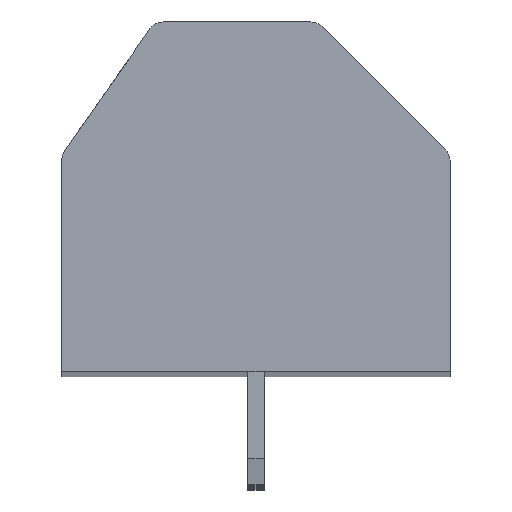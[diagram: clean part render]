
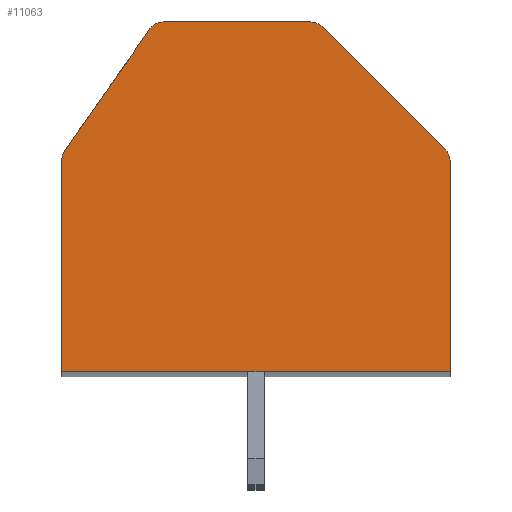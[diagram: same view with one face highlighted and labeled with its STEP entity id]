
A CAD part, top view. The second image highlights one B-rep face of the part: STEP entity #11063.
In plain terms, the highlighted planar face has unit normal (0, 0, 1).
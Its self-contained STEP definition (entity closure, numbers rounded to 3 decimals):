
#3517=CARTESIAN_POINT('',(1.693,4.9,3.));
#3518=DIRECTION('',(0.,0.,1.));
#3519=DIRECTION('',(0.707,0.707,0.));
#3520=AXIS2_PLACEMENT_3D('',#3517,#3518,#3519);
#3522=DIRECTION('',(-0.707,0.707,0.));
#3523=VECTOR('',#3522,5.384);
#3524=CARTESIAN_POINT('',(5.854,1.446,3.));
#3525=LINE('',#3524,#3523);
#3526=CARTESIAN_POINT('',(5.5,1.093,3.));
#3527=DIRECTION('',(0.,0.,1.));
#3528=DIRECTION('',(1.,0.,0.));
#3529=AXIS2_PLACEMENT_3D('',#3526,#3527,#3528);
#3531=DIRECTION('',(0.,1.,0.));
#3532=VECTOR('',#3531,6.493);
#3533=CARTESIAN_POINT('',(6.,-5.4,3.));
#3534=LINE('',#3533,#3532);
#3535=DIRECTION('',(1.,0.,0.));
#3536=VECTOR('',#3535,12.);
#3537=CARTESIAN_POINT('',(-6.,-5.4,3.));
#3538=LINE('',#3537,#3536);
#3539=DIRECTION('',(0.,-1.,0.));
#3540=VECTOR('',#3539,6.542);
#3541=CARTESIAN_POINT('',(-6.,1.142,3.));
#3542=LINE('',#3541,#3540);
#3543=CARTESIAN_POINT('',(-5.5,1.142,3.));
#3544=DIRECTION('',(0.,0.,1.));
#3545=DIRECTION('',(-0.819,0.574,0.));
#3546=AXIS2_PLACEMENT_3D('',#3543,#3544,#3545);
#3548=DIRECTION('',(-0.574,-0.819,0.));
#3549=VECTOR('',#3548,4.587);
#3550=CARTESIAN_POINT('',(-3.278,5.187,3.));
#3551=LINE('',#3550,#3549);
#3552=CARTESIAN_POINT('',(-2.869,4.9,3.));
#3553=DIRECTION('',(0.,0.,1.));
#3554=DIRECTION('',(0.,1.,0.));
#3555=AXIS2_PLACEMENT_3D('',#3552,#3553,#3554);
#3557=DIRECTION('',(-1.,0.,0.));
#3558=VECTOR('',#3557,4.562);
#3559=CARTESIAN_POINT('',(1.693,5.4,3.));
#3560=LINE('',#3559,#3558);
#4629=CARTESIAN_POINT('',(-6.,-5.4,3.));
#4630=CARTESIAN_POINT('',(6.,-5.4,3.));
#4631=VERTEX_POINT('',#4629);
#4632=VERTEX_POINT('',#4630);
#4789=CARTESIAN_POINT('',(2.046,5.254,3.));
#4790=VERTEX_POINT('',#4789);
#4791=CARTESIAN_POINT('',(1.693,5.4,3.));
#4792=VERTEX_POINT('',#4791);
#4797=CARTESIAN_POINT('',(6.,1.093,3.));
#4798=VERTEX_POINT('',#4797);
#4799=CARTESIAN_POINT('',(5.854,1.446,3.));
#4800=VERTEX_POINT('',#4799);
#4805=CARTESIAN_POINT('',(-2.869,5.4,3.));
#4806=VERTEX_POINT('',#4805);
#4807=CARTESIAN_POINT('',(-3.278,5.187,3.));
#4808=VERTEX_POINT('',#4807);
#4813=CARTESIAN_POINT('',(-5.91,1.429,3.));
#4814=VERTEX_POINT('',#4813);
#4815=CARTESIAN_POINT('',(-6.,1.142,3.));
#4816=VERTEX_POINT('',#4815);
#11046=CARTESIAN_POINT('',(0.,0.,3.));
#11047=DIRECTION('',(0.,0.,1.));
#11048=DIRECTION('',(1.,0.,0.));
#11049=AXIS2_PLACEMENT_3D('',#11046,#11047,#11048);
#11050=PLANE('',#11049);
#11051=ORIENTED_EDGE('',*,*,#6145,.F.);
#11052=ORIENTED_EDGE('',*,*,#6161,.F.);
#11053=ORIENTED_EDGE('',*,*,#8625,.F.);
#11054=ORIENTED_EDGE('',*,*,#8640,.F.);
#11055=ORIENTED_EDGE('',*,*,#8653,.F.);
#11056=ORIENTED_EDGE('',*,*,#8856,.F.);
#11057=ORIENTED_EDGE('',*,*,#8871,.F.);
#11058=ORIENTED_EDGE('',*,*,#8884,.F.);
#11059=ORIENTED_EDGE('',*,*,#11027,.F.);
#11060=ORIENTED_EDGE('',*,*,#11039,.F.);
#11061=EDGE_LOOP('',(#11051,#11052,#11053,#11054,#11055,#11056,#11057,#11058,
#11059,#11060));
#11062=FACE_OUTER_BOUND('',#11061,.F.);
#3521=CIRCLE('',#3520,0.5);
#3530=CIRCLE('',#3529,0.5);
#3547=CIRCLE('',#3546,0.5);
#3556=CIRCLE('',#3555,0.5);
#6145=EDGE_CURVE('',#4790,#4792,#3521,.T.);
#6161=EDGE_CURVE('',#4800,#4790,#3525,.T.);
#8625=EDGE_CURVE('',#4798,#4800,#3530,.T.);
#8640=EDGE_CURVE('',#4632,#4798,#3534,.T.);
#8653=EDGE_CURVE('',#4631,#4632,#3538,.T.);
#8856=EDGE_CURVE('',#4816,#4631,#3542,.T.);
#8871=EDGE_CURVE('',#4814,#4816,#3547,.T.);
#8884=EDGE_CURVE('',#4808,#4814,#3551,.T.);
#11027=EDGE_CURVE('',#4806,#4808,#3556,.T.);
#11039=EDGE_CURVE('',#4792,#4806,#3560,.T.);
#11063=ADVANCED_FACE('',(#11062),#11050,.T.);
